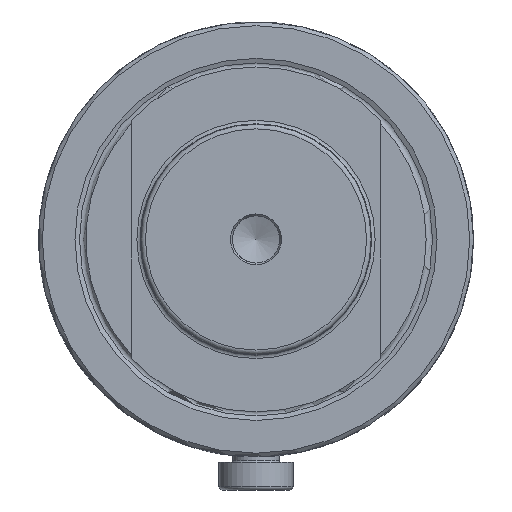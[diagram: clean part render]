
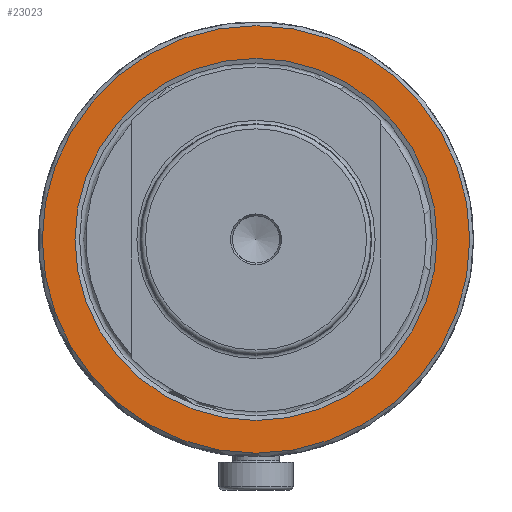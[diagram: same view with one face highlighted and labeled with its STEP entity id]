
A CAD part, left-side view. The second image highlights one B-rep face of the part: STEP entity #23023.
In plain terms, the highlighted planar face has unit normal (-1, 0, 0).
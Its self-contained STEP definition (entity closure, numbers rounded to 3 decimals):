
#413 = ORIENTED_EDGE ( 'NONE', *, *, #18801, .T. ) ;
#1417 = CARTESIAN_POINT ( 'NONE',  ( -126., -39.126, 0. ) ) ;
#2197 = DIRECTION ( 'NONE',  ( -1., 0., 0. ) ) ;
#3648 = ORIENTED_EDGE ( 'NONE', *, *, #9540, .F. ) ;
#4151 = DIRECTION ( 'NONE',  ( 0., -1., 0. ) ) ;
#5183 = CARTESIAN_POINT ( 'NONE',  ( -126., 39.126, 0. ) ) ;
#9540 = EDGE_CURVE ( 'NONE', #16530, #16530, #11496, .T. ) ;
#10369 = AXIS2_PLACEMENT_3D ( 'NONE', #5183, #17127, #24860 ) ;
#10603 = FACE_BOUND ( 'NONE', #22748, .T. ) ;
#11089 = PLANE ( 'NONE',  #10369 ) ;
#11496 = CIRCLE ( 'NONE', #12559, 39.126 ) ;
#11558 = DIRECTION ( 'NONE',  ( -1., 0., 0. ) ) ;
#11924 = CARTESIAN_POINT ( 'NONE',  ( -126., 0., 0. ) ) ;
#12045 = AXIS2_PLACEMENT_3D ( 'NONE', #23141, #11558, #25159 ) ;
#12559 = AXIS2_PLACEMENT_3D ( 'NONE', #11924, #2197, #4151 ) ;
#15418 = FACE_OUTER_BOUND ( 'NONE', #25237, .T. ) ;
#16530 = VERTEX_POINT ( 'NONE', #1417 ) ;
#17127 = DIRECTION ( 'NONE',  ( 1., 0., 0. ) ) ;
#17141 = VERTEX_POINT ( 'NONE', #21493 ) ;
#18801 = EDGE_CURVE ( 'NONE', #17141, #17141, #22433, .T. ) ;
#21493 = CARTESIAN_POINT ( 'NONE',  ( -126., -46.2, 0. ) ) ;
#22433 = CIRCLE ( 'NONE', #12045, 46.2 ) ;
#22748 = EDGE_LOOP ( 'NONE', ( #3648 ) ) ;
#23023 = ADVANCED_FACE ( 'NONE', ( #10603, #15418 ), #11089, .F. ) ;
#23141 = CARTESIAN_POINT ( 'NONE',  ( -126., 0., 0. ) ) ;
#24860 = DIRECTION ( 'NONE',  ( 0., 1., 0. ) ) ;
#25159 = DIRECTION ( 'NONE',  ( 0., -1., 0. ) ) ;
#25237 = EDGE_LOOP ( 'NONE', ( #413 ) ) ;
